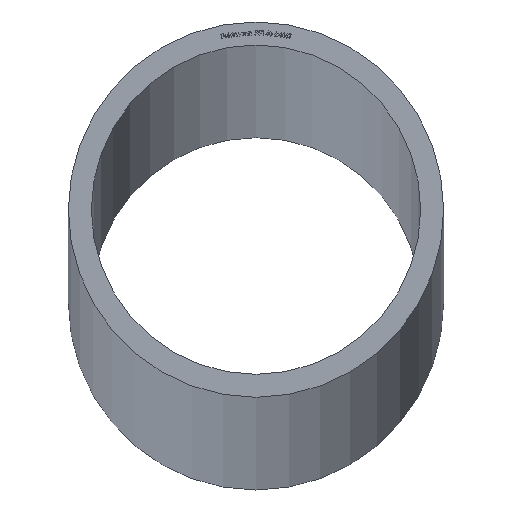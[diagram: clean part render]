
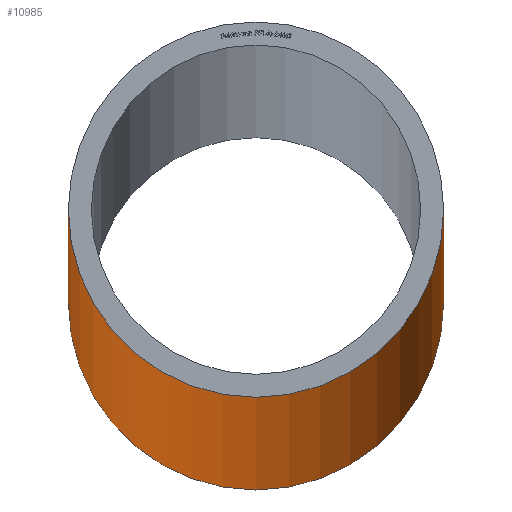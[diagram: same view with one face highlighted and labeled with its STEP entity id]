
A CAD part, top view. The second image highlights one B-rep face of the part: STEP entity #10985.
In plain terms, the highlighted cylindrical face has radius 21.2 mm (diameter 42.4 mm), a partial arc.
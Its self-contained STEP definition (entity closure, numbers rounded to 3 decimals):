
#483 = VERTEX_POINT ( 'NONE', #9518 ) ;
#541 = DIRECTION ( 'NONE',  ( 1., 0., 0. ) ) ;
#916 = DIRECTION ( 'NONE',  ( 0., 0., 1. ) ) ;
#1001 = VECTOR ( 'NONE', #1203, 1000. ) ;
#1201 = ORIENTED_EDGE ( 'NONE', *, *, #3027, .T. ) ;
#1203 = DIRECTION ( 'NONE',  ( 0., 0., 1. ) ) ;
#1592 = DIRECTION ( 'NONE',  ( 0., 0., 1. ) ) ;
#1896 = VERTEX_POINT ( 'NONE', #3522 ) ;
#1928 = CYLINDRICAL_SURFACE ( 'NONE', #10207, 21.2 ) ;
#2273 = CIRCLE ( 'NONE', #12080, 21.2 ) ;
#2672 = LINE ( 'NONE', #11404, #7848 ) ;
#2836 = VERTEX_POINT ( 'NONE', #6886 ) ;
#2944 = CARTESIAN_POINT ( 'NONE',  ( 0., 0., 0. ) ) ;
#3027 = EDGE_CURVE ( 'NONE', #483, #1896, #8024, .T. ) ;
#3415 = EDGE_LOOP ( 'NONE', ( #8682, #1201, #11694, #7182 ) ) ;
#3522 = CARTESIAN_POINT ( 'NONE',  ( 21.2, 0., -6000. ) ) ;
#3685 = CARTESIAN_POINT ( 'NONE',  ( 0., 0., -6000. ) ) ;
#3730 = EDGE_CURVE ( 'NONE', #1896, #13040, #12100, .T. ) ;
#3981 = DIRECTION ( 'NONE',  ( 1., 0., 0. ) ) ;
#5088 = AXIS2_PLACEMENT_3D ( 'NONE', #7139, #916, #8164 ) ;
#6108 = EDGE_CURVE ( 'NONE', #2836, #13040, #2273, .T. ) ;
#6245 = DIRECTION ( 'NONE',  ( 0., 0., 1. ) ) ;
#6812 = CARTESIAN_POINT ( 'NONE',  ( 21.2, 0., 0. ) ) ;
#6886 = CARTESIAN_POINT ( 'NONE',  ( -21.2, 0., 0. ) ) ;
#7139 = CARTESIAN_POINT ( 'NONE',  ( 0., 0., -6000. ) ) ;
#7182 = ORIENTED_EDGE ( 'NONE', *, *, #6108, .F. ) ;
#7848 = VECTOR ( 'NONE', #6245, 1000. ) ;
#8024 = CIRCLE ( 'NONE', #5088, 21.2 ) ;
#8088 = FACE_OUTER_BOUND ( 'NONE', #3415, .T. ) ;
#8164 = DIRECTION ( 'NONE',  ( 1., 0., 0. ) ) ;
#8682 = ORIENTED_EDGE ( 'NONE', *, *, #9597, .F. ) ;
#9516 = CARTESIAN_POINT ( 'NONE',  ( 21.2, 0., -6000. ) ) ;
#9518 = CARTESIAN_POINT ( 'NONE',  ( -21.2, 0., -6000. ) ) ;
#9597 = EDGE_CURVE ( 'NONE', #483, #2836, #2672, .T. ) ;
#10207 = AXIS2_PLACEMENT_3D ( 'NONE', #3685, #1592, #541 ) ;
#10215 = DIRECTION ( 'NONE',  ( 0., 0., 1. ) ) ;
#10985 = ADVANCED_FACE ( 'NONE', ( #8088 ), #1928, .T. ) ;
#11404 = CARTESIAN_POINT ( 'NONE',  ( -21.2, 0., -6000. ) ) ;
#11694 = ORIENTED_EDGE ( 'NONE', *, *, #3730, .T. ) ;
#12080 = AXIS2_PLACEMENT_3D ( 'NONE', #2944, #10215, #3981 ) ;
#12100 = LINE ( 'NONE', #9516, #1001 ) ;
#13040 = VERTEX_POINT ( 'NONE', #6812 ) ;
